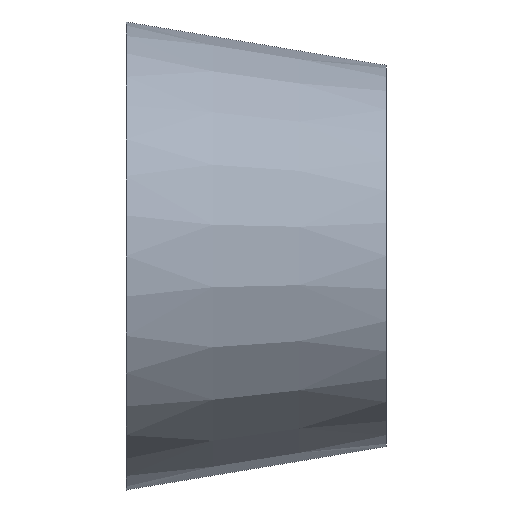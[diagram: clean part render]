
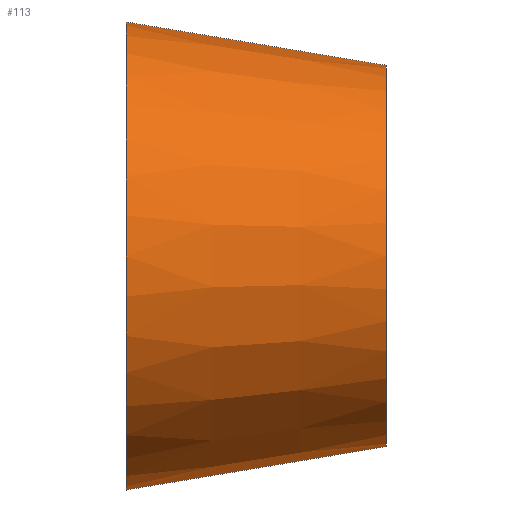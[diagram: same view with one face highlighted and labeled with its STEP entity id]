
A CAD part, front view. The second image highlights one B-rep face of the part: STEP entity #113.
In plain terms, the highlighted conical face has half-angle 9.462 degrees and reference radius 22 mm.
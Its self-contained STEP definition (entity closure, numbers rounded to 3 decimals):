
#1 = DIRECTION ( 'NONE',  ( 0., 0., 1. ) ) ;
#18 = DIRECTION ( 'NONE',  ( 1., 0., 0. ) ) ;
#24 = CARTESIAN_POINT ( 'NONE',  ( 30., 0., -22. ) ) ;
#27 = CIRCLE ( 'NONE', #169, 27. ) ;
#37 = CIRCLE ( 'NONE', #68, 22. ) ;
#39 = EDGE_CURVE ( 'NONE', #202, #126, #37, .T. ) ;
#44 = ORIENTED_EDGE ( 'NONE', *, *, #245, .F. ) ;
#48 = AXIS2_PLACEMENT_3D ( 'NONE', #117, #62, #1 ) ;
#57 = VERTEX_POINT ( 'NONE', #212 ) ;
#58 = EDGE_CURVE ( 'NONE', #91, #57, #27, .T. ) ;
#62 = DIRECTION ( 'NONE',  ( -1., 0., 0. ) ) ;
#64 = DIRECTION ( 'NONE',  ( -0.986, 0., 0.164 ) ) ;
#66 = CARTESIAN_POINT ( 'NONE',  ( 30., 0., 22. ) ) ;
#68 = AXIS2_PLACEMENT_3D ( 'NONE', #129, #164, #166 ) ;
#74 = CARTESIAN_POINT ( 'NONE',  ( 0., 0., 27. ) ) ;
#91 = VERTEX_POINT ( 'NONE', #74 ) ;
#94 = ORIENTED_EDGE ( 'NONE', *, *, #39, .F. ) ;
#97 = DIRECTION ( 'NONE',  ( -0.986, 0., -0.164 ) ) ;
#99 = VECTOR ( 'NONE', #64, 1000. ) ;
#102 = CARTESIAN_POINT ( 'NONE',  ( 30., 0., -22. ) ) ;
#108 = ORIENTED_EDGE ( 'NONE', *, *, #58, .T. ) ;
#113 = ADVANCED_FACE ( 'NONE', ( #114 ), #150, .T. ) ;
#114 = FACE_OUTER_BOUND ( 'NONE', #188, .T. ) ;
#117 = CARTESIAN_POINT ( 'NONE',  ( 30., 0., 0. ) ) ;
#126 = VERTEX_POINT ( 'NONE', #24 ) ;
#129 = CARTESIAN_POINT ( 'NONE',  ( 30., 0., 0. ) ) ;
#150 = CONICAL_SURFACE ( 'NONE', #48, 22., 0.165 ) ;
#164 = DIRECTION ( 'NONE',  ( 1., 0., 0. ) ) ;
#165 = EDGE_CURVE ( 'NONE', #202, #91, #191, .T. ) ;
#166 = DIRECTION ( 'NONE',  ( 0., 0., -1. ) ) ;
#169 = AXIS2_PLACEMENT_3D ( 'NONE', #182, #18, #206 ) ;
#180 = ORIENTED_EDGE ( 'NONE', *, *, #165, .T. ) ;
#182 = CARTESIAN_POINT ( 'NONE',  ( 0., 0., 0. ) ) ;
#185 = VECTOR ( 'NONE', #97, 1000. ) ;
#188 = EDGE_LOOP ( 'NONE', ( #44, #94, #180, #108 ) ) ;
#189 = LINE ( 'NONE', #102, #185 ) ;
#191 = LINE ( 'NONE', #66, #99 ) ;
#198 = CARTESIAN_POINT ( 'NONE',  ( 30., 0., 22. ) ) ;
#202 = VERTEX_POINT ( 'NONE', #198 ) ;
#206 = DIRECTION ( 'NONE',  ( 0., 0., -1. ) ) ;
#212 = CARTESIAN_POINT ( 'NONE',  ( 0., 0., -27. ) ) ;
#245 = EDGE_CURVE ( 'NONE', #126, #57, #189, .T. ) ;
